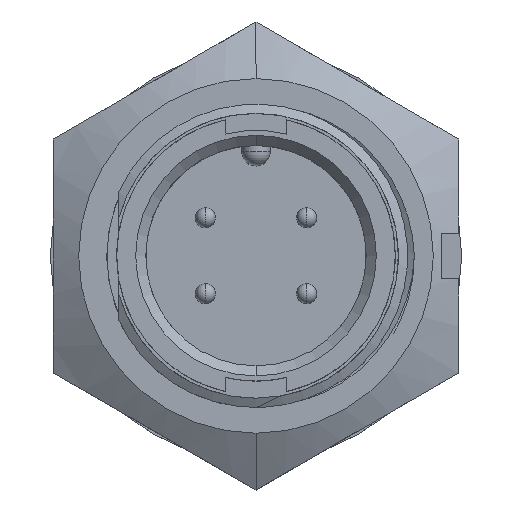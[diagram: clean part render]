
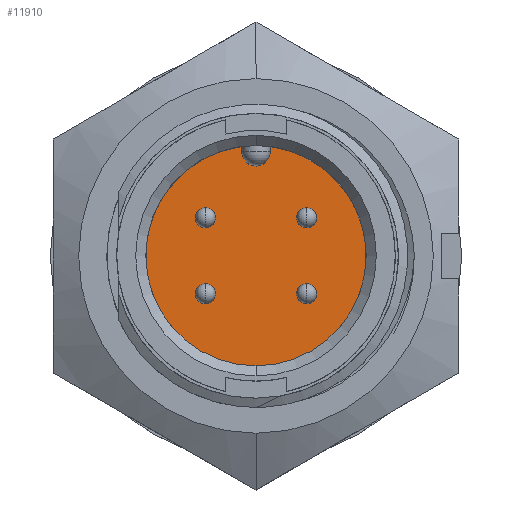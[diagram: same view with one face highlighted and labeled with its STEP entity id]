
A CAD part, top view. The second image highlights one B-rep face of the part: STEP entity #11910.
In plain terms, the highlighted planar face has unit normal (0, 0, 1).
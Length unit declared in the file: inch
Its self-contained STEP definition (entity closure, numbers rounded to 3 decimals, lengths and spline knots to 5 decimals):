
#66 = CARTESIAN_POINT ( 'NONE',  ( -0.1, 0.075, -0.305 ) ) ;
#154 = VERTEX_POINT ( 'NONE', #5029 ) ;
#161 = ORIENTED_EDGE ( 'NONE', *, *, #6852, .F. ) ;
#197 = CARTESIAN_POINT ( 'NONE',  ( -0.028, 0.2055, -0.305 ) ) ;
#239 = EDGE_CURVE ( 'NONE', #13293, #154, #4206, .T. ) ;
#436 = DIRECTION ( 'NONE',  ( 1., 0., 0. ) ) ;
#454 = EDGE_CURVE ( 'NONE', #154, #4259, #3470, .T. ) ;
#487 = CIRCLE ( 'NONE', #1085, 0.01974 ) ;
#532 = ORIENTED_EDGE ( 'NONE', *, *, #3288, .T. ) ;
#591 = DIRECTION ( 'NONE',  ( 1., 0., 0. ) ) ;
#898 = DIRECTION ( 'NONE',  ( 1., 0., 0. ) ) ;
#966 = AXIS2_PLACEMENT_3D ( 'NONE', #9384, #10520, #3672 ) ;
#977 = CARTESIAN_POINT ( 'NONE',  ( 0.028, 0.21569, -0.305 ) ) ;
#1085 = AXIS2_PLACEMENT_3D ( 'NONE', #14599, #7748, #898 ) ;
#1228 = DIRECTION ( 'NONE',  ( 1., 0., 0. ) ) ;
#1242 = EDGE_LOOP ( 'NONE', ( #9411, #3429, #532, #11761, #8101 ) ) ;
#1256 = AXIS2_PLACEMENT_3D ( 'NONE', #2200, #10204, #3336 ) ;
#1395 = CARTESIAN_POINT ( 'NONE',  ( 0.028, 0.21569, -0.305 ) ) ;
#1411 = DIRECTION ( 'NONE',  ( 0., 0., 1. ) ) ;
#1464 = EDGE_CURVE ( 'NONE', #14727, #14815, #11869, .T. ) ;
#1551 = AXIS2_PLACEMENT_3D ( 'NONE', #12190, #5367, #13352 ) ;
#1560 = CARTESIAN_POINT ( 'NONE',  ( -0.028, 0.2055, -0.305 ) ) ;
#1584 = AXIS2_PLACEMENT_3D ( 'NONE', #3961, #11952, #5123 ) ;
#1917 = AXIS2_PLACEMENT_3D ( 'NONE', #11113, #4275, #12257 ) ;
#2035 = CARTESIAN_POINT ( 'NONE',  ( -0.11974, -0.075, -0.305 ) ) ;
#2187 = ORIENTED_EDGE ( 'NONE', *, *, #1464, .F. ) ;
#2200 = CARTESIAN_POINT ( 'NONE',  ( 0., 0., -0.305 ) ) ;
#2244 = VERTEX_POINT ( 'NONE', #2035 ) ;
#2261 = VERTEX_POINT ( 'NONE', #7745 ) ;
#2508 = VECTOR ( 'NONE', #6050, 39.37008 ) ;
#2820 = CARTESIAN_POINT ( 'NONE',  ( 0., -0.2175, -0.305 ) ) ;
#2961 = CIRCLE ( 'NONE', #9928, 0.2175 ) ;
#3046 = ORIENTED_EDGE ( 'NONE', *, *, #11220, .F. ) ;
#3288 = EDGE_CURVE ( 'NONE', #11711, #11524, #10903, .T. ) ;
#3336 = DIRECTION ( 'NONE',  ( 1., 0., 0. ) ) ;
#3429 = ORIENTED_EDGE ( 'NONE', *, *, #13641, .T. ) ;
#3470 = CIRCLE ( 'NONE', #1551, 0.028 ) ;
#3590 = CARTESIAN_POINT ( 'NONE',  ( 0.11974, -0.075, -0.305 ) ) ;
#3672 = DIRECTION ( 'NONE',  ( 1., 0., 0. ) ) ;
#3797 = CARTESIAN_POINT ( 'NONE',  ( 0.11974, 0.075, -0.305 ) ) ;
#3961 = CARTESIAN_POINT ( 'NONE',  ( -0.1, -0.075, -0.305 ) ) ;
#4206 = LINE ( 'NONE', #1395, #7261 ) ;
#4259 = VERTEX_POINT ( 'NONE', #197 ) ;
#4275 = DIRECTION ( 'NONE',  ( 0., 0., 1. ) ) ;
#4534 = CIRCLE ( 'NONE', #4759, 0.01974 ) ;
#4631 = DIRECTION ( 'NONE',  ( 0., 0., 1. ) ) ;
#4759 = AXIS2_PLACEMENT_3D ( 'NONE', #66, #8083, #1228 ) ;
#4780 = PLANE ( 'NONE',  #966 ) ;
#4927 = CARTESIAN_POINT ( 'NONE',  ( -0.11974, 0.075, -0.305 ) ) ;
#5023 = CARTESIAN_POINT ( 'NONE',  ( 0.1, -0.075, -0.305 ) ) ;
#5029 = CARTESIAN_POINT ( 'NONE',  ( 0.028, 0.2055, -0.305 ) ) ;
#5123 = DIRECTION ( 'NONE',  ( 1., 0., 0. ) ) ;
#5367 = DIRECTION ( 'NONE',  ( 0., 0., -1. ) ) ;
#5563 = CARTESIAN_POINT ( 'NONE',  ( -0.08026, -0.075, -0.305 ) ) ;
#5660 = FACE_BOUND ( 'NONE', #8175, .T. ) ;
#5934 = LINE ( 'NONE', #1560, #2508 ) ;
#6050 = DIRECTION ( 'NONE',  ( 0., 1., 0. ) ) ;
#6115 = VERTEX_POINT ( 'NONE', #3797 ) ;
#6184 = DIRECTION ( 'NONE',  ( 1., 0., 0. ) ) ;
#6820 = EDGE_LOOP ( 'NONE', ( #161, #10885 ) ) ;
#6852 = EDGE_CURVE ( 'NONE', #2261, #8567, #12094, .T. ) ;
#6967 = EDGE_CURVE ( 'NONE', #11524, #13293, #2961, .T. ) ;
#7031 = AXIS2_PLACEMENT_3D ( 'NONE', #14289, #7442, #591 ) ;
#7261 = VECTOR ( 'NONE', #8241, 39.37008 ) ;
#7285 = DIRECTION ( 'NONE',  ( 0., 0., 1. ) ) ;
#7442 = DIRECTION ( 'NONE',  ( 0., 0., 1. ) ) ;
#7745 = CARTESIAN_POINT ( 'NONE',  ( -0.08026, 0.075, -0.305 ) ) ;
#7748 = DIRECTION ( 'NONE',  ( 0., 0., 1. ) ) ;
#7778 = AXIS2_PLACEMENT_3D ( 'NONE', #8258, #1411, #9416 ) ;
#7818 = EDGE_CURVE ( 'NONE', #8567, #2261, #4534, .T. ) ;
#7883 = AXIS2_PLACEMENT_3D ( 'NONE', #5023, #13015, #6184 ) ;
#8083 = DIRECTION ( 'NONE',  ( 0., 0., 1. ) ) ;
#8101 = ORIENTED_EDGE ( 'NONE', *, *, #239, .T. ) ;
#8175 = EDGE_LOOP ( 'NONE', ( #3046, #8621 ) ) ;
#8241 = DIRECTION ( 'NONE',  ( 0., -1., 0. ) ) ;
#8246 = CARTESIAN_POINT ( 'NONE',  ( 0.08026, -0.075, -0.305 ) ) ;
#8258 = CARTESIAN_POINT ( 'NONE',  ( -0.1, -0.075, -0.305 ) ) ;
#8334 = FACE_BOUND ( 'NONE', #12081, .T. ) ;
#8567 = VERTEX_POINT ( 'NONE', #4927 ) ;
#8621 = ORIENTED_EDGE ( 'NONE', *, *, #10549, .F. ) ;
#8827 = ORIENTED_EDGE ( 'NONE', *, *, #13557, .F. ) ;
#9384 = CARTESIAN_POINT ( 'NONE',  ( 0., 0.2055, -0.305 ) ) ;
#9411 = ORIENTED_EDGE ( 'NONE', *, *, #454, .T. ) ;
#9416 = DIRECTION ( 'NONE',  ( 1., 0., 0. ) ) ;
#9685 = CIRCLE ( 'NONE', #7778, 0.01974 ) ;
#9928 = AXIS2_PLACEMENT_3D ( 'NONE', #11468, #4631, #12618 ) ;
#10204 = DIRECTION ( 'NONE',  ( 0., 0., 1. ) ) ;
#10217 = CIRCLE ( 'NONE', #1917, 0.01974 ) ;
#10392 = CIRCLE ( 'NONE', #7031, 0.01974 ) ;
#10520 = DIRECTION ( 'NONE',  ( 0., 0., 1. ) ) ;
#10549 = EDGE_CURVE ( 'NONE', #13405, #6115, #10392, .T. ) ;
#10692 = AXIS2_PLACEMENT_3D ( 'NONE', #14140, #7285, #436 ) ;
#10885 = ORIENTED_EDGE ( 'NONE', *, *, #7818, .F. ) ;
#10903 = CIRCLE ( 'NONE', #1256, 0.2175 ) ;
#11113 = CARTESIAN_POINT ( 'NONE',  ( 0.1, -0.075, -0.305 ) ) ;
#11220 = EDGE_CURVE ( 'NONE', #6115, #13405, #487, .T. ) ;
#11257 = CARTESIAN_POINT ( 'NONE',  ( 0.08026, 0.075, -0.305 ) ) ;
#11354 = FACE_BOUND ( 'NONE', #6820, .T. ) ;
#11468 = CARTESIAN_POINT ( 'NONE',  ( 0., 0., -0.305 ) ) ;
#11524 = VERTEX_POINT ( 'NONE', #2820 ) ;
#11711 = VERTEX_POINT ( 'NONE', #12458 ) ;
#11724 = FACE_BOUND ( 'NONE', #13255, .T. ) ;
#11761 = ORIENTED_EDGE ( 'NONE', *, *, #6967, .T. ) ;
#11809 = CIRCLE ( 'NONE', #1584, 0.01974 ) ;
#11869 = CIRCLE ( 'NONE', #7883, 0.01974 ) ;
#11900 = ORIENTED_EDGE ( 'NONE', *, *, #14222, .F. ) ;
#11910 = ADVANCED_FACE ( 'NONE', ( #11354, #5660, #14428, #11724, #8334 ), #4780, .T. ) ;
#11952 = DIRECTION ( 'NONE',  ( 0., 0., 1. ) ) ;
#12081 = EDGE_LOOP ( 'NONE', ( #2187, #14798 ) ) ;
#12094 = CIRCLE ( 'NONE', #10692, 0.01974 ) ;
#12190 = CARTESIAN_POINT ( 'NONE',  ( 0., 0.2055, -0.305 ) ) ;
#12257 = DIRECTION ( 'NONE',  ( 1., 0., 0. ) ) ;
#12458 = CARTESIAN_POINT ( 'NONE',  ( -0.028, 0.21569, -0.305 ) ) ;
#12618 = DIRECTION ( 'NONE',  ( 1., 0., 0. ) ) ;
#12882 = EDGE_CURVE ( 'NONE', #14815, #14727, #10217, .T. ) ;
#13015 = DIRECTION ( 'NONE',  ( 0., 0., 1. ) ) ;
#13255 = EDGE_LOOP ( 'NONE', ( #11900, #8827 ) ) ;
#13293 = VERTEX_POINT ( 'NONE', #977 ) ;
#13352 = DIRECTION ( 'NONE',  ( 1., 0., 0. ) ) ;
#13405 = VERTEX_POINT ( 'NONE', #11257 ) ;
#13557 = EDGE_CURVE ( 'NONE', #2244, #13764, #9685, .T. ) ;
#13641 = EDGE_CURVE ( 'NONE', #4259, #11711, #5934, .T. ) ;
#13764 = VERTEX_POINT ( 'NONE', #5563 ) ;
#14140 = CARTESIAN_POINT ( 'NONE',  ( -0.1, 0.075, -0.305 ) ) ;
#14222 = EDGE_CURVE ( 'NONE', #13764, #2244, #11809, .T. ) ;
#14289 = CARTESIAN_POINT ( 'NONE',  ( 0.1, 0.075, -0.305 ) ) ;
#14428 = FACE_OUTER_BOUND ( 'NONE', #1242, .T. ) ;
#14599 = CARTESIAN_POINT ( 'NONE',  ( 0.1, 0.075, -0.305 ) ) ;
#14727 = VERTEX_POINT ( 'NONE', #3590 ) ;
#14798 = ORIENTED_EDGE ( 'NONE', *, *, #12882, .F. ) ;
#14815 = VERTEX_POINT ( 'NONE', #8246 ) ;
